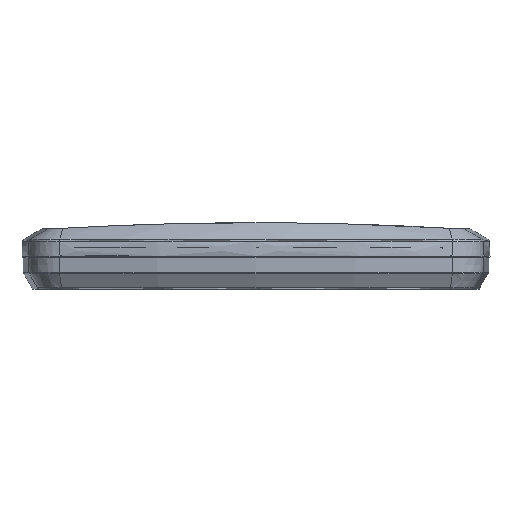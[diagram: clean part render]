
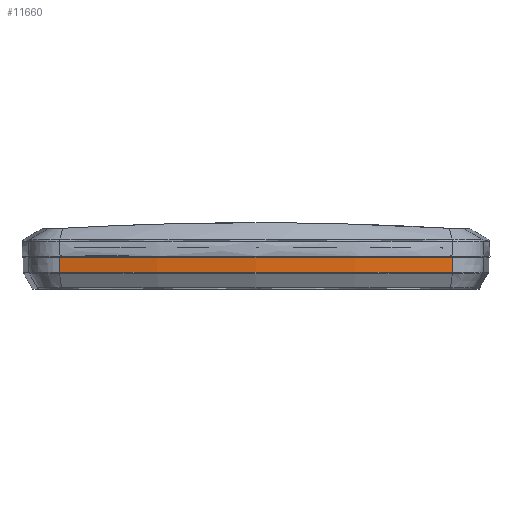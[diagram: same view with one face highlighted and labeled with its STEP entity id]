
A CAD part, left-side view. The second image highlights one B-rep face of the part: STEP entity #11660.
In plain terms, the highlighted conical face has half-angle 3 degrees and reference radius 432 mm.
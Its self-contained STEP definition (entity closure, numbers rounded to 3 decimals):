
#3472 = CARTESIAN_POINT ( 'NONE',  ( 9181.613, -2984.782, -16.14 ) ) ;
#3474 = CARTESIAN_POINT ( 'NONE',  ( 9181.613, -3179.544, -16.14 ) ) ;
#3494 = CARTESIAN_POINT ( 'NONE',  ( 9181.223, -2984.692, -8.5 ) ) ;
#3495 = CARTESIAN_POINT ( 'NONE',  ( 9181.223, -3179.634, -8.5 ) ) ;
#11660 = ADVANCED_FACE ( 'NONE', ( #26905 ), #20502, .T. ) ;
#11915 = EDGE_CURVE ( 'NONE', #15498, #15500, #20591, .T. ) ;
#11951 = EDGE_CURVE ( 'NONE', #15520, #15498, #23143, .T. ) ;
#11952 = EDGE_CURVE ( 'NONE', #15520, #15521, #20610, .T. ) ;
#11953 = EDGE_CURVE ( 'NONE', #15521, #15500, #23149, .T. ) ;
#12380 = ORIENTED_EDGE ( 'NONE', *, *, #11915, .T. ) ;
#12381 = ORIENTED_EDGE ( 'NONE', *, *, #11952, .F. ) ;
#12382 = ORIENTED_EDGE ( 'NONE', *, *, #11953, .F. ) ;
#12383 = ORIENTED_EDGE ( 'NONE', *, *, #11951, .T. ) ;
#15498 = VERTEX_POINT ( 'NONE', #3472 ) ;
#15500 = VERTEX_POINT ( 'NONE', #3474 ) ;
#15520 = VERTEX_POINT ( 'NONE', #3494 ) ;
#15521 = VERTEX_POINT ( 'NONE', #3495 ) ;
#20206 = EDGE_LOOP ( 'NONE', ( #12381, #12383, #12380, #12382 ) ) ;
#20502 = CONICAL_SURFACE ( 'NONE', #26902, 432., 0.052 ) ;
#20591 = CIRCLE ( 'NONE', #26475, 431.6 ) ;
#20610 = CIRCLE ( 'NONE', #26448, 432. ) ;
#21552 = CARTESIAN_POINT ( 'NONE',  ( 9602.084, -3082.163, -8.5 ) ) ;
#21553 = DIRECTION ( 'NONE',  ( 0., 0., 1. ) ) ;
#21554 = DIRECTION ( 'NONE',  ( 0., -1., 0. ) ) ;
#23006 = CARTESIAN_POINT ( 'NONE',  ( 9602.084, -3082.163, -16.14 ) ) ;
#23007 = DIRECTION ( 'NONE',  ( 0., 0., 1. ) ) ;
#23008 = DIRECTION ( 'NONE',  ( -1., 0., 0. ) ) ;
#23142 = CARTESIAN_POINT ( 'NONE',  ( 9602.084, -3082.163, -8.5 ) ) ;
#23143 = LINE ( 'NONE', #23144, #26446 ) ;
#23144 = CARTESIAN_POINT ( 'NONE',  ( 9181.223, -2984.692, -8.5 ) ) ;
#23145 = DIRECTION ( 'NONE',  ( 0.051, -0.012, -0.999 ) ) ;
#23146 = DIRECTION ( 'NONE',  ( 0., 0., 1. ) ) ;
#23147 = DIRECTION ( 'NONE',  ( 0., -1., 0. ) ) ;
#23149 = LINE ( 'NONE', #23150, #26444 ) ;
#23150 = CARTESIAN_POINT ( 'NONE',  ( 9181.223, -3179.634, -8.5 ) ) ;
#23151 = DIRECTION ( 'NONE',  ( 0.051, 0.012, -0.999 ) ) ;
#26444 = VECTOR ( 'NONE', #23151, 1000. ) ;
#26446 = VECTOR ( 'NONE', #23145, 1000. ) ;
#26448 = AXIS2_PLACEMENT_3D ( 'NONE', #23142, #23146, #23147 ) ;
#26475 = AXIS2_PLACEMENT_3D ( 'NONE', #23006, #23007, #23008 ) ;
#26902 = AXIS2_PLACEMENT_3D ( 'NONE', #21552, #21553, #21554 ) ;
#26905 = FACE_OUTER_BOUND ( 'NONE', #20206, .T. ) ;
